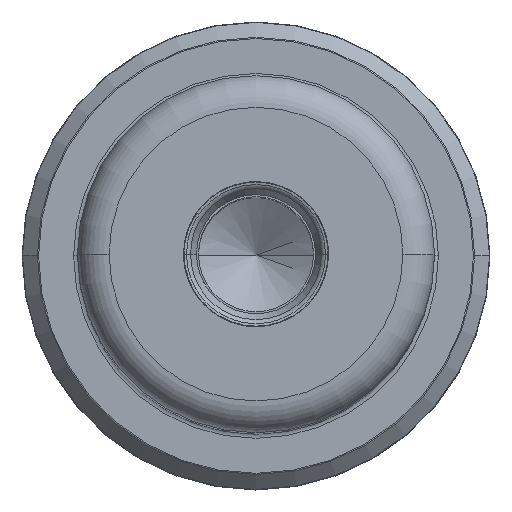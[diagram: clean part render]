
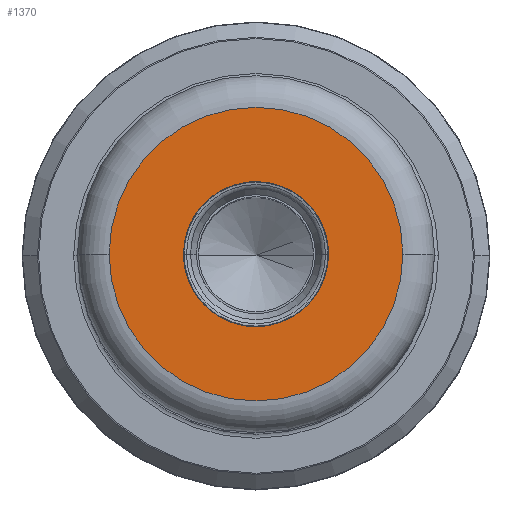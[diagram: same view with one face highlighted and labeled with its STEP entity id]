
A CAD part, top view. The second image highlights one B-rep face of the part: STEP entity #1370.
In plain terms, the highlighted planar face has unit normal (0, 0, 1).
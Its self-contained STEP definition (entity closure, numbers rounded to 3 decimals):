
#143 = FACE_OUTER_BOUND ( 'NONE', #1232, .T. ) ;
#234 = CARTESIAN_POINT ( 'NONE',  ( 18.514, 0., 172. ) ) ;
#245 = AXIS2_PLACEMENT_3D ( 'NONE', #1504, #2880, #2832 ) ;
#250 = CARTESIAN_POINT ( 'NONE',  ( 7.32, -5.605, 172. ) ) ;
#286 = CARTESIAN_POINT ( 'NONE',  ( -9.139, 0., 172. ) ) ;
#309 = CARTESIAN_POINT ( 'NONE',  ( 1.212, 9.139, 172. ) ) ;
#312 = CIRCLE ( 'NONE', #2820, 18.514 ) ;
#372 = EDGE_CURVE ( 'NONE', #1610, #3111, #312, .T. ) ;
#523 = CARTESIAN_POINT ( 'NONE',  ( -1.212, -9.139, 172. ) ) ;
#527 = EDGE_CURVE ( 'NONE', #3531, #3777, #3757, .T. ) ;
#589 = CARTESIAN_POINT ( 'NONE',  ( 9.139, 0., 172. ) ) ;
#628 = CARTESIAN_POINT ( 'NONE',  ( -9.139, 0., 172. ) ) ;
#651 = CARTESIAN_POINT ( 'NONE',  ( -2.377, -8.908, 172. ) ) ;
#848 = CARTESIAN_POINT ( 'NONE',  ( 1.212, -9.14, 172. ) ) ;
#972 = CARTESIAN_POINT ( 'NONE',  ( -7.32, 5.605, 172. ) ) ;
#995 = CARTESIAN_POINT ( 'NONE',  ( -4.618, 7.98, 172. ) ) ;
#1026 = CARTESIAN_POINT ( 'NONE',  ( -8.908, -2.378, 172. ) ) ;
#1086 = ORIENTED_EDGE ( 'NONE', *, *, #372, .T. ) ;
#1137 = CARTESIAN_POINT ( 'NONE',  ( 9.139, 0., 172. ) ) ;
#1190 = CIRCLE ( 'NONE', #4067, 18.514 ) ;
#1210 = DIRECTION ( 'NONE',  ( 0., 0., 1. ) ) ;
#1232 = EDGE_LOOP ( 'NONE', ( #1770, #1086 ) ) ;
#1297 = CARTESIAN_POINT ( 'NONE',  ( 9.139, -1.212, 172. ) ) ;
#1332 = CARTESIAN_POINT ( 'NONE',  ( 5.605, 7.32, 172. ) ) ;
#1370 = ADVANCED_FACE ( 'NONE', ( #3217, #143 ), #2570, .T. ) ;
#1449 = DIRECTION ( 'NONE',  ( 0., 0., 1. ) ) ;
#1472 = DIRECTION ( 'NONE',  ( 1., 0., 0. ) ) ;
#1481 = EDGE_CURVE ( 'NONE', #3111, #1610, #1190, .T. ) ;
#1504 = CARTESIAN_POINT ( 'NONE',  ( 0., 0., 172. ) ) ;
#1572 = CARTESIAN_POINT ( 'NONE',  ( 8.908, -2.377, 172. ) ) ;
#1610 = VERTEX_POINT ( 'NONE', #2394 ) ;
#1618 = CARTESIAN_POINT ( 'NONE',  ( 4.618, -7.98, 172. ) ) ;
#1677 = CARTESIAN_POINT ( 'NONE',  ( 2.377, 8.908, 172. ) ) ;
#1707 = CARTESIAN_POINT ( 'NONE',  ( -5.605, -7.32, 172. ) ) ;
#1731 = CARTESIAN_POINT ( 'NONE',  ( -9.14, -1.212, 172. ) ) ;
#1770 = ORIENTED_EDGE ( 'NONE', *, *, #1481, .T. ) ;
#1775 = CARTESIAN_POINT ( 'NONE',  ( 0., 0., 172. ) ) ;
#2018 = CARTESIAN_POINT ( 'NONE',  ( -8.908, 2.377, 172. ) ) ;
#2355 = CARTESIAN_POINT ( 'NONE',  ( -5.605, 7.32, 172. ) ) ;
#2394 = CARTESIAN_POINT ( 'NONE',  ( -18.514, 0., 172. ) ) ;
#2461 = EDGE_LOOP ( 'NONE', ( #3186, #3739 ) ) ;
#2475 = CARTESIAN_POINT ( 'NONE',  ( 7.32, 5.605, 172. ) ) ;
#2570 = PLANE ( 'NONE',  #245 ) ;
#2738 = CARTESIAN_POINT ( 'NONE',  ( -7.32, -5.605, 172. ) ) ;
#2820 = AXIS2_PLACEMENT_3D ( 'NONE', #2899, #1210, #2924 ) ;
#2832 = DIRECTION ( 'NONE',  ( 1., 0., 0. ) ) ;
#2880 = DIRECTION ( 'NONE',  ( 0., 0., 1. ) ) ;
#2899 = CARTESIAN_POINT ( 'NONE',  ( 0., 0., 172. ) ) ;
#2924 = DIRECTION ( 'NONE',  ( 1., 0., 0. ) ) ;
#2987 = CARTESIAN_POINT ( 'NONE',  ( 2.377, -8.908, 172. ) ) ;
#3026 = CARTESIAN_POINT ( 'NONE',  ( -9.14, 1.212, 172. ) ) ;
#3047 = CARTESIAN_POINT ( 'NONE',  ( -1.212, 9.14, 172. ) ) ;
#3095 = CARTESIAN_POINT ( 'NONE',  ( 7.98, 4.618, 172. ) ) ;
#3111 = VERTEX_POINT ( 'NONE', #234 ) ;
#3118 = CARTESIAN_POINT ( 'NONE',  ( 8.908, 2.377, 172. ) ) ;
#3186 = ORIENTED_EDGE ( 'NONE', *, *, #4351, .T. ) ;
#3217 = FACE_BOUND ( 'NONE', #2461, .T. ) ;
#3326 = CARTESIAN_POINT ( 'NONE',  ( 7.98, -4.618, 172. ) ) ;
#3384 = CARTESIAN_POINT ( 'NONE',  ( -2.377, 8.908, 172. ) ) ;
#3531 = VERTEX_POINT ( 'NONE', #4176 ) ;
#3739 = ORIENTED_EDGE ( 'NONE', *, *, #527, .T. ) ;
#3757 = B_SPLINE_CURVE_WITH_KNOTS ( 'NONE', 3,
 ( #589, #1297, #1572, #3326, #250, #3931, #1618, #2987, #848, #523, #651, #4427, #1707, #2738, #3800, #1026, #1731, #628 ),
 .UNSPECIFIED., .F., .F.,
 ( 4, 2, 2, 2, 2, 2, 2, 2, 4 ),
 ( 0.5, 0.563, 0.625, 0.688, 0.75, 0.813, 0.875, 0.938, 1. ),
 .UNSPECIFIED. ) ;
#3777 = VERTEX_POINT ( 'NONE', #3953 ) ;
#3800 = CARTESIAN_POINT ( 'NONE',  ( -7.98, -4.618, 172. ) ) ;
#3931 = CARTESIAN_POINT ( 'NONE',  ( 5.605, -7.32, 172. ) ) ;
#3953 = CARTESIAN_POINT ( 'NONE',  ( -9.139, 0., 172. ) ) ;
#4055 = CARTESIAN_POINT ( 'NONE',  ( -7.98, 4.618, 172. ) ) ;
#4067 = AXIS2_PLACEMENT_3D ( 'NONE', #1775, #1449, #1472 ) ;
#4174 = CARTESIAN_POINT ( 'NONE',  ( 9.14, 1.212, 172. ) ) ;
#4176 = CARTESIAN_POINT ( 'NONE',  ( 9.139, 0., 172. ) ) ;
#4255 = B_SPLINE_CURVE_WITH_KNOTS ( 'NONE', 3,
 ( #286, #3026, #2018, #4055, #972, #2355, #995, #3384, #3047, #309, #1677, #4421, #1332, #2475, #3095, #3118, #4174, #1137 ),
 .UNSPECIFIED., .F., .F.,
 ( 4, 2, 2, 2, 2, 2, 2, 2, 4 ),
 ( 0., 0.063, 0.125, 0.188, 0.25, 0.313, 0.375, 0.438, 0.5 ),
 .UNSPECIFIED. ) ;
#4351 = EDGE_CURVE ( 'NONE', #3777, #3531, #4255, .T. ) ;
#4421 = CARTESIAN_POINT ( 'NONE',  ( 4.618, 7.98, 172. ) ) ;
#4427 = CARTESIAN_POINT ( 'NONE',  ( -4.618, -7.98, 172. ) ) ;
